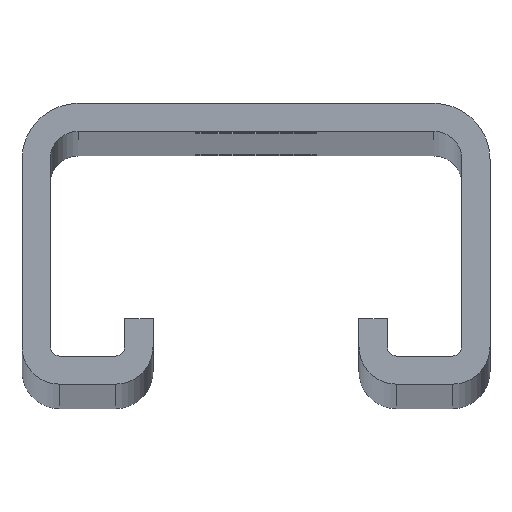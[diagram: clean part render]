
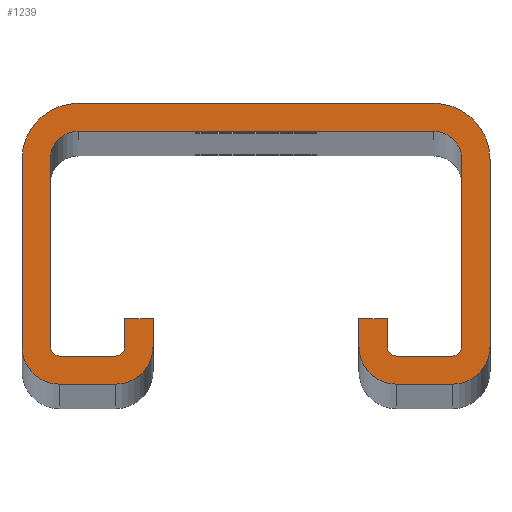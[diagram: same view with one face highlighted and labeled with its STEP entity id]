
A CAD part, top view. The second image highlights one B-rep face of the part: STEP entity #1239.
In plain terms, the highlighted planar face has unit normal (0, 0, 1).
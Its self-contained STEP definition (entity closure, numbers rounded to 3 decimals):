
#98=CARTESIAN_POINT('',(21.,-10.,1201.5));
#99=DIRECTION('',(0.,0.,1.));
#100=DIRECTION('',(0.,-1.,0.));
#101=AXIS2_PLACEMENT_3D('',#98,#99,#100);
#103=CARTESIAN_POINT('',(15.,-10.,1201.5));
#104=DIRECTION('',(0.,0.,1.));
#105=DIRECTION('',(-1.,0.,0.));
#106=AXIS2_PLACEMENT_3D('',#103,#104,#105);
#108=CARTESIAN_POINT('',(15.,-10.,1201.5));
#109=DIRECTION('',(0.,0.,-1.));
#110=DIRECTION('',(0.,-1.,0.));
#111=AXIS2_PLACEMENT_3D('',#108,#109,#110);
#113=CARTESIAN_POINT('',(21.,-10.,1201.5));
#114=DIRECTION('',(0.,0.,-1.));
#115=DIRECTION('',(1.,0.,0.));
#116=AXIS2_PLACEMENT_3D('',#113,#114,#115);
#118=CARTESIAN_POINT('',(19.,10.,1201.5));
#119=DIRECTION('',(0.,0.,-1.));
#120=DIRECTION('',(0.,1.,0.));
#121=AXIS2_PLACEMENT_3D('',#118,#119,#120);
#123=CARTESIAN_POINT('',(-19.,10.,1201.5));
#124=DIRECTION('',(0.,0.,-1.));
#125=DIRECTION('',(-1.,0.,0.));
#126=AXIS2_PLACEMENT_3D('',#123,#124,#125);
#128=CARTESIAN_POINT('',(-21.,-10.,1201.5));
#129=DIRECTION('',(0.,0.,-1.));
#130=DIRECTION('',(0.,-1.,0.));
#131=AXIS2_PLACEMENT_3D('',#128,#129,#130);
#133=CARTESIAN_POINT('',(-15.,-10.,1201.5));
#134=DIRECTION('',(0.,0.,-1.));
#135=DIRECTION('',(1.,0.,0.));
#136=AXIS2_PLACEMENT_3D('',#133,#134,#135);
#138=CARTESIAN_POINT('',(-15.,-10.,1201.5));
#139=DIRECTION('',(0.,0.,1.));
#140=DIRECTION('',(0.,-1.,0.));
#141=AXIS2_PLACEMENT_3D('',#138,#139,#140);
#143=CARTESIAN_POINT('',(-21.,-10.,1201.5));
#144=DIRECTION('',(0.,0.,1.));
#145=DIRECTION('',(-1.,0.,0.));
#146=AXIS2_PLACEMENT_3D('',#143,#144,#145);
#148=CARTESIAN_POINT('',(-19.,10.,1201.5));
#149=DIRECTION('',(0.,0.,1.));
#150=DIRECTION('',(0.,1.,0.));
#151=AXIS2_PLACEMENT_3D('',#148,#149,#150);
#153=CARTESIAN_POINT('',(19.,10.,1201.5));
#154=DIRECTION('',(0.,0.,1.));
#155=DIRECTION('',(1.,0.,0.));
#156=AXIS2_PLACEMENT_3D('',#153,#154,#155);
#158=DIRECTION('',(0.,-1.,0.));
#159=VECTOR('',#158,20.);
#160=CARTESIAN_POINT('',(25.,10.,1201.5));
#161=LINE('',#160,#159);
#178=DIRECTION('',(1.,0.,0.));
#179=VECTOR('',#178,38.);
#180=CARTESIAN_POINT('',(-19.,16.,1201.5));
#181=LINE('',#180,#179);
#350=DIRECTION('',(0.,1.,0.));
#351=VECTOR('',#350,20.);
#352=CARTESIAN_POINT('',(-25.,-10.,1201.5));
#353=LINE('',#352,#351);
#366=DIRECTION('',(-1.,0.,0.));
#367=VECTOR('',#366,6.);
#368=CARTESIAN_POINT('',(-15.,-14.,1201.5));
#369=LINE('',#368,#367);
#386=DIRECTION('',(-1.,0.,0.));
#387=VECTOR('',#386,38.);
#388=CARTESIAN_POINT('',(19.,13.,1201.5));
#389=LINE('',#388,#387);
#566=DIRECTION('',(0.,1.,0.));
#567=VECTOR('',#566,20.);
#568=CARTESIAN_POINT('',(22.,-10.,1201.5));
#569=LINE('',#568,#567);
#578=DIRECTION('',(1.,0.,0.));
#579=VECTOR('',#578,6.);
#580=CARTESIAN_POINT('',(15.,-11.,1201.5));
#581=LINE('',#580,#579);
#590=DIRECTION('',(0.,-1.,0.));
#591=VECTOR('',#590,3.);
#592=CARTESIAN_POINT('',(14.,-7.,1201.5));
#593=LINE('',#592,#591);
#602=DIRECTION('',(1.,0.,0.));
#603=VECTOR('',#602,3.);
#604=CARTESIAN_POINT('',(11.,-7.,1201.5));
#605=LINE('',#604,#603);
#606=DIRECTION('',(0.,1.,0.));
#607=VECTOR('',#606,3.);
#608=CARTESIAN_POINT('',(11.,-10.,1201.5));
#609=LINE('',#608,#607);
#630=DIRECTION('',(-1.,0.,0.));
#631=VECTOR('',#630,6.);
#632=CARTESIAN_POINT('',(21.,-14.,1201.5));
#633=LINE('',#632,#631);
#650=DIRECTION('',(0.,-1.,0.));
#651=VECTOR('',#650,20.);
#652=CARTESIAN_POINT('',(-22.,10.,1201.5));
#653=LINE('',#652,#651);
#662=DIRECTION('',(1.,0.,0.));
#663=VECTOR('',#662,6.);
#664=CARTESIAN_POINT('',(-21.,-11.,1201.5));
#665=LINE('',#664,#663);
#674=DIRECTION('',(0.,1.,0.));
#675=VECTOR('',#674,3.);
#676=CARTESIAN_POINT('',(-14.,-10.,1201.5));
#677=LINE('',#676,#675);
#682=DIRECTION('',(1.,0.,0.));
#683=VECTOR('',#682,3.);
#684=CARTESIAN_POINT('',(-14.,-7.,1201.5));
#685=LINE('',#684,#683);
#694=DIRECTION('',(0.,-1.,0.));
#695=VECTOR('',#694,3.);
#696=CARTESIAN_POINT('',(-11.,-7.,1201.5));
#697=LINE('',#696,#695);
#898=CARTESIAN_POINT('',(19.,13.,1201.5));
#899=VERTEX_POINT('',#898);
#900=CARTESIAN_POINT('',(-19.,13.,1201.5));
#901=VERTEX_POINT('',#900);
#974=CARTESIAN_POINT('',(-11.,-7.,1201.5));
#975=VERTEX_POINT('',#974);
#976=CARTESIAN_POINT('',(-11.,-10.,1201.5));
#977=VERTEX_POINT('',#976);
#978=CARTESIAN_POINT('',(-22.,10.,1201.5));
#979=VERTEX_POINT('',#978);
#980=CARTESIAN_POINT('',(-22.,-10.,1201.5));
#981=VERTEX_POINT('',#980);
#982=CARTESIAN_POINT('',(25.,10.,1201.5));
#983=VERTEX_POINT('',#982);
#984=CARTESIAN_POINT('',(25.,-10.,1201.5));
#985=VERTEX_POINT('',#984);
#990=CARTESIAN_POINT('',(21.,-14.,1201.5));
#991=VERTEX_POINT('',#990);
#992=CARTESIAN_POINT('',(14.,-7.,1201.5));
#993=VERTEX_POINT('',#992);
#994=CARTESIAN_POINT('',(11.,-7.,1201.5));
#995=VERTEX_POINT('',#994);
#996=CARTESIAN_POINT('',(11.,-10.,1201.5));
#997=VERTEX_POINT('',#996);
#998=CARTESIAN_POINT('',(15.,-14.,1201.5));
#999=VERTEX_POINT('',#998);
#1000=CARTESIAN_POINT('',(19.,16.,1201.5));
#1001=VERTEX_POINT('',#1000);
#1002=CARTESIAN_POINT('',(-19.,16.,1201.5));
#1003=VERTEX_POINT('',#1002);
#1072=CARTESIAN_POINT('',(-21.,-11.,1201.5));
#1073=VERTEX_POINT('',#1072);
#1074=CARTESIAN_POINT('',(-21.,-14.,1201.5));
#1075=VERTEX_POINT('',#1074);
#1076=CARTESIAN_POINT('',(-25.,-10.,1201.5));
#1077=VERTEX_POINT('',#1076);
#1078=CARTESIAN_POINT('',(22.,-10.,1201.5));
#1079=VERTEX_POINT('',#1078);
#1080=CARTESIAN_POINT('',(22.,10.,1201.5));
#1081=VERTEX_POINT('',#1080);
#1082=CARTESIAN_POINT('',(-25.,10.,1201.5));
#1083=VERTEX_POINT('',#1082);
#1084=CARTESIAN_POINT('',(14.,-10.,1201.5));
#1085=VERTEX_POINT('',#1084);
#1086=CARTESIAN_POINT('',(15.,-11.,1201.5));
#1087=VERTEX_POINT('',#1086);
#1088=CARTESIAN_POINT('',(21.,-11.,1201.5));
#1089=VERTEX_POINT('',#1088);
#1090=CARTESIAN_POINT('',(-15.,-14.,1201.5));
#1091=VERTEX_POINT('',#1090);
#1092=CARTESIAN_POINT('',(-15.,-11.,1201.5));
#1093=VERTEX_POINT('',#1092);
#1094=CARTESIAN_POINT('',(-14.,-10.,1201.5));
#1095=VERTEX_POINT('',#1094);
#1096=CARTESIAN_POINT('',(-14.,-7.,1201.5));
#1097=VERTEX_POINT('',#1096);
#1177=CARTESIAN_POINT('',(-407.25,-17.,1201.5));
#1178=DIRECTION('',(0.,0.,-1.));
#1179=DIRECTION('',(1.,0.,0.));
#1180=AXIS2_PLACEMENT_3D('',#1177,#1178,#1179);
#1181=PLANE('',#1180);
#1183=ORIENTED_EDGE('',*,*,#1182,.T.);
#1185=ORIENTED_EDGE('',*,*,#1184,.F.);
#1187=ORIENTED_EDGE('',*,*,#1186,.T.);
#1189=ORIENTED_EDGE('',*,*,#1188,.F.);
#1191=ORIENTED_EDGE('',*,*,#1190,.T.);
#1193=ORIENTED_EDGE('',*,*,#1192,.T.);
#1195=ORIENTED_EDGE('',*,*,#1194,.T.);
#1197=ORIENTED_EDGE('',*,*,#1196,.F.);
#1199=ORIENTED_EDGE('',*,*,#1198,.T.);
#1201=ORIENTED_EDGE('',*,*,#1200,.F.);
#1203=ORIENTED_EDGE('',*,*,#1202,.T.);
#1205=ORIENTED_EDGE('',*,*,#1204,.F.);
#1207=ORIENTED_EDGE('',*,*,#1206,.T.);
#1209=ORIENTED_EDGE('',*,*,#1208,.F.);
#1211=ORIENTED_EDGE('',*,*,#1210,.T.);
#1213=ORIENTED_EDGE('',*,*,#1212,.F.);
#1215=ORIENTED_EDGE('',*,*,#1214,.T.);
#1217=ORIENTED_EDGE('',*,*,#1216,.F.);
#1219=ORIENTED_EDGE('',*,*,#1218,.T.);
#1221=ORIENTED_EDGE('',*,*,#1220,.T.);
#1223=ORIENTED_EDGE('',*,*,#1222,.T.);
#1224=ORIENTED_EDGE('',*,*,#1167,.F.);
#1226=ORIENTED_EDGE('',*,*,#1225,.T.);
#1228=ORIENTED_EDGE('',*,*,#1227,.F.);
#1230=ORIENTED_EDGE('',*,*,#1229,.T.);
#1232=ORIENTED_EDGE('',*,*,#1231,.F.);
#1234=ORIENTED_EDGE('',*,*,#1233,.T.);
#1236=ORIENTED_EDGE('',*,*,#1235,.F.);
#1237=EDGE_LOOP('',(#1183,#1185,#1187,#1189,#1191,#1193,#1195,#1197,#1199,#1201,
#1203,#1205,#1207,#1209,#1211,#1213,#1215,#1217,#1219,#1221,#1223,#1224,#1226,
#1228,#1230,#1232,#1234,#1236));
#1238=FACE_OUTER_BOUND('',#1237,.F.);
#1239=ADVANCED_FACE('',(#1238),#1181,.F.);
#102=CIRCLE('',#101,4.);
#107=CIRCLE('',#106,4.);
#112=CIRCLE('',#111,1.);
#117=CIRCLE('',#116,1.);
#122=CIRCLE('',#121,3.);
#127=CIRCLE('',#126,3.);
#132=CIRCLE('',#131,1.);
#137=CIRCLE('',#136,1.);
#142=CIRCLE('',#141,4.);
#147=CIRCLE('',#146,4.);
#152=CIRCLE('',#151,6.);
#157=CIRCLE('',#156,6.);
#1167=EDGE_CURVE('',#1091,#977,#142,.T.);
#1182=EDGE_CURVE('',#983,#985,#161,.T.);
#1184=EDGE_CURVE('',#991,#985,#102,.T.);
#1186=EDGE_CURVE('',#991,#999,#633,.T.);
#1188=EDGE_CURVE('',#997,#999,#107,.T.);
#1190=EDGE_CURVE('',#997,#995,#609,.T.);
#1192=EDGE_CURVE('',#995,#993,#605,.T.);
#1194=EDGE_CURVE('',#993,#1085,#593,.T.);
#1196=EDGE_CURVE('',#1087,#1085,#112,.T.);
#1198=EDGE_CURVE('',#1087,#1089,#581,.T.);
#1200=EDGE_CURVE('',#1079,#1089,#117,.T.);
#1202=EDGE_CURVE('',#1079,#1081,#569,.T.);
#1204=EDGE_CURVE('',#899,#1081,#122,.T.);
#1206=EDGE_CURVE('',#899,#901,#389,.T.);
#1208=EDGE_CURVE('',#979,#901,#127,.T.);
#1210=EDGE_CURVE('',#979,#981,#653,.T.);
#1212=EDGE_CURVE('',#1073,#981,#132,.T.);
#1214=EDGE_CURVE('',#1073,#1093,#665,.T.);
#1216=EDGE_CURVE('',#1095,#1093,#137,.T.);
#1218=EDGE_CURVE('',#1095,#1097,#677,.T.);
#1220=EDGE_CURVE('',#1097,#975,#685,.T.);
#1222=EDGE_CURVE('',#975,#977,#697,.T.);
#1225=EDGE_CURVE('',#1091,#1075,#369,.T.);
#1227=EDGE_CURVE('',#1077,#1075,#147,.T.);
#1229=EDGE_CURVE('',#1077,#1083,#353,.T.);
#1231=EDGE_CURVE('',#1003,#1083,#152,.T.);
#1233=EDGE_CURVE('',#1003,#1001,#181,.T.);
#1235=EDGE_CURVE('',#983,#1001,#157,.T.);
